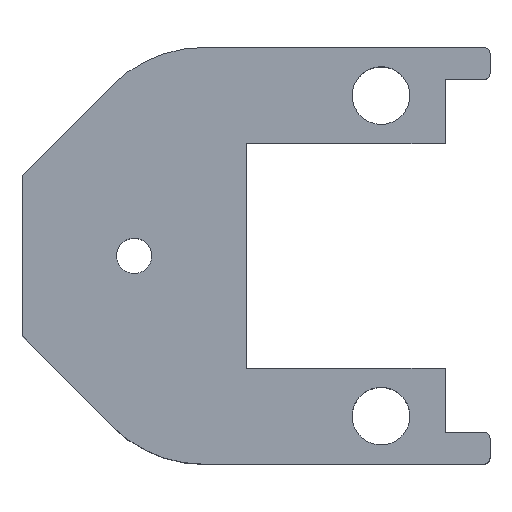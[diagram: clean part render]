
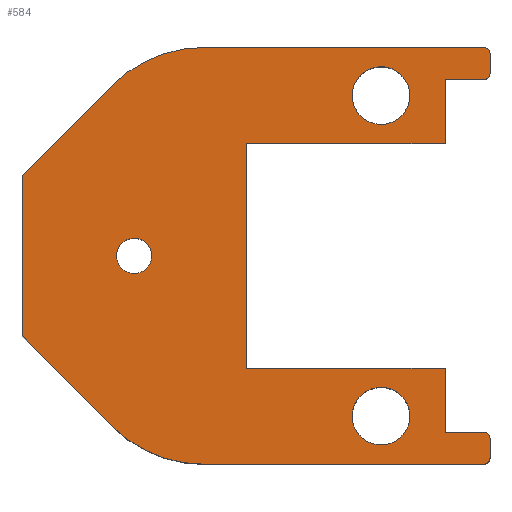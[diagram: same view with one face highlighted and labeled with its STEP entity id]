
A CAD part, top view. The second image highlights one B-rep face of the part: STEP entity #584.
In plain terms, the highlighted planar face has unit normal (0, 0, 1).
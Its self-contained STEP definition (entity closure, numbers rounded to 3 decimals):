
#15=FACE_BOUND('',#79,.T.);
#16=FACE_BOUND('',#80,.T.);
#17=FACE_BOUND('',#81,.T.);
#25=PLANE('',#631);
#47=FACE_OUTER_BOUND('',#78,.T.);
#78=EDGE_LOOP('',(#412,#413,#414,#415,#416,#417,#418,#419,#420,#421,#422,
#423,#424,#425,#426,#427,#428,#429,#430,#431));
#79=EDGE_LOOP('',(#432));
#80=EDGE_LOOP('',(#433));
#81=EDGE_LOOP('',(#434));
#118=LINE('',#858,#182);
#121=LINE('',#864,#185);
#122=LINE('',#866,#186);
#123=LINE('',#868,#187);
#124=LINE('',#872,#188);
#125=LINE('',#876,#189);
#126=LINE('',#880,#190);
#127=LINE('',#882,#191);
#128=LINE('',#884,#192);
#129=LINE('',#886,#193);
#130=LINE('',#888,#194);
#131=LINE('',#890,#195);
#132=LINE('',#892,#196);
#133=LINE('',#896,#197);
#182=VECTOR('',#690,10.);
#185=VECTOR('',#695,10.);
#186=VECTOR('',#696,10.);
#187=VECTOR('',#697,10.);
#188=VECTOR('',#700,10.);
#189=VECTOR('',#703,10.);
#190=VECTOR('',#706,10.);
#191=VECTOR('',#707,10.);
#192=VECTOR('',#708,10.);
#193=VECTOR('',#709,10.);
#194=VECTOR('',#710,10.);
#195=VECTOR('',#711,10.);
#196=VECTOR('',#712,10.);
#197=VECTOR('',#715,10.);
#245=CIRCLE('',#629,20.);
#246=CIRCLE('',#632,20.);
#247=CIRCLE('',#633,1.);
#248=CIRCLE('',#634,1.);
#249=CIRCLE('',#635,1.);
#250=CIRCLE('',#636,1.);
#251=CIRCLE('',#637,2.75);
#252=CIRCLE('',#638,4.5);
#253=CIRCLE('',#639,4.5);
#266=VERTEX_POINT('',#851);
#267=VERTEX_POINT('',#853);
#268=VERTEX_POINT('',#857);
#270=VERTEX_POINT('',#863);
#271=VERTEX_POINT('',#865);
#272=VERTEX_POINT('',#867);
#273=VERTEX_POINT('',#869);
#274=VERTEX_POINT('',#871);
#275=VERTEX_POINT('',#873);
#276=VERTEX_POINT('',#875);
#277=VERTEX_POINT('',#877);
#278=VERTEX_POINT('',#879);
#279=VERTEX_POINT('',#881);
#280=VERTEX_POINT('',#883);
#281=VERTEX_POINT('',#885);
#282=VERTEX_POINT('',#887);
#283=VERTEX_POINT('',#889);
#284=VERTEX_POINT('',#891);
#285=VERTEX_POINT('',#893);
#286=VERTEX_POINT('',#895);
#287=VERTEX_POINT('',#898);
#288=VERTEX_POINT('',#900);
#289=VERTEX_POINT('',#902);
#322=EDGE_CURVE('',#266,#267,#245,.T.);
#324=EDGE_CURVE('',#268,#267,#118,.T.);
#327=EDGE_CURVE('',#270,#266,#121,.T.);
#328=EDGE_CURVE('',#271,#270,#122,.T.);
#329=EDGE_CURVE('',#272,#271,#123,.T.);
#330=EDGE_CURVE('',#273,#272,#246,.T.);
#331=EDGE_CURVE('',#273,#274,#124,.T.);
#332=EDGE_CURVE('',#275,#274,#247,.T.);
#333=EDGE_CURVE('',#275,#276,#125,.T.);
#334=EDGE_CURVE('',#277,#276,#248,.T.);
#335=EDGE_CURVE('',#278,#277,#126,.T.);
#336=EDGE_CURVE('',#279,#278,#127,.T.);
#337=EDGE_CURVE('',#279,#280,#128,.T.);
#338=EDGE_CURVE('',#281,#280,#129,.T.);
#339=EDGE_CURVE('',#282,#281,#130,.T.);
#340=EDGE_CURVE('',#282,#283,#131,.T.);
#341=EDGE_CURVE('',#283,#284,#132,.T.);
#342=EDGE_CURVE('',#285,#284,#249,.T.);
#343=EDGE_CURVE('',#286,#285,#133,.T.);
#344=EDGE_CURVE('',#268,#286,#250,.T.);
#345=EDGE_CURVE('',#287,#287,#251,.T.);
#346=EDGE_CURVE('',#288,#288,#252,.T.);
#347=EDGE_CURVE('',#289,#289,#253,.T.);
#412=ORIENTED_EDGE('',*,*,#322,.F.);
#413=ORIENTED_EDGE('',*,*,#327,.F.);
#414=ORIENTED_EDGE('',*,*,#328,.F.);
#415=ORIENTED_EDGE('',*,*,#329,.F.);
#416=ORIENTED_EDGE('',*,*,#330,.F.);
#417=ORIENTED_EDGE('',*,*,#331,.T.);
#418=ORIENTED_EDGE('',*,*,#332,.F.);
#419=ORIENTED_EDGE('',*,*,#333,.T.);
#420=ORIENTED_EDGE('',*,*,#334,.F.);
#421=ORIENTED_EDGE('',*,*,#335,.F.);
#422=ORIENTED_EDGE('',*,*,#336,.F.);
#423=ORIENTED_EDGE('',*,*,#337,.T.);
#424=ORIENTED_EDGE('',*,*,#338,.F.);
#425=ORIENTED_EDGE('',*,*,#339,.F.);
#426=ORIENTED_EDGE('',*,*,#340,.T.);
#427=ORIENTED_EDGE('',*,*,#341,.T.);
#428=ORIENTED_EDGE('',*,*,#342,.F.);
#429=ORIENTED_EDGE('',*,*,#343,.F.);
#430=ORIENTED_EDGE('',*,*,#344,.F.);
#431=ORIENTED_EDGE('',*,*,#324,.T.);
#432=ORIENTED_EDGE('',*,*,#345,.T.);
#433=ORIENTED_EDGE('',*,*,#346,.F.);
#434=ORIENTED_EDGE('',*,*,#347,.T.);
#584=ADVANCED_FACE('',(#47,#15,#16,#17),#25,.T.);
#629=AXIS2_PLACEMENT_3D('',#854,#685,#686);
#631=AXIS2_PLACEMENT_3D('',#862,#693,#694);
#632=AXIS2_PLACEMENT_3D('',#870,#698,#699);
#633=AXIS2_PLACEMENT_3D('',#874,#701,#702);
#634=AXIS2_PLACEMENT_3D('',#878,#704,#705);
#635=AXIS2_PLACEMENT_3D('',#894,#713,#714);
#636=AXIS2_PLACEMENT_3D('',#897,#716,#717);
#637=AXIS2_PLACEMENT_3D('',#899,#718,#719);
#638=AXIS2_PLACEMENT_3D('',#901,#720,#721);
#639=AXIS2_PLACEMENT_3D('',#903,#722,#723);
#685=DIRECTION('center_axis',(0.,0.,-1.));
#686=DIRECTION('ref_axis',(-0.383,0.924,0.));
#690=DIRECTION('',(-1.,0.,0.));
#693=DIRECTION('center_axis',(0.,0.,1.));
#694=DIRECTION('ref_axis',(1.,0.,0.));
#695=DIRECTION('',(0.707,0.707,0.));
#696=DIRECTION('',(0.,1.,0.));
#697=DIRECTION('',(-0.707,0.707,0.));
#698=DIRECTION('center_axis',(0.,0.,-1.));
#699=DIRECTION('ref_axis',(-0.383,-0.924,0.));
#700=DIRECTION('',(1.,0.,0.));
#701=DIRECTION('center_axis',(0.,0.,-1.));
#702=DIRECTION('ref_axis',(0.707,-0.707,0.));
#703=DIRECTION('',(0.,1.,0.));
#704=DIRECTION('center_axis',(0.,0.,-1.));
#705=DIRECTION('ref_axis',(0.707,0.707,0.));
#706=DIRECTION('',(1.,0.,0.));
#707=DIRECTION('',(0.,-1.,0.));
#708=DIRECTION('',(-1.,0.,0.));
#709=DIRECTION('',(0.,-1.,0.));
#710=DIRECTION('',(-1.,0.,0.));
#711=DIRECTION('',(0.,1.,0.));
#712=DIRECTION('',(1.,0.,0.));
#713=DIRECTION('center_axis',(0.,0.,-1.));
#714=DIRECTION('ref_axis',(0.707,-0.707,0.));
#715=DIRECTION('',(0.,-1.,0.));
#716=DIRECTION('center_axis',(0.,0.,-1.));
#717=DIRECTION('ref_axis',(0.707,0.707,0.));
#718=DIRECTION('center_axis',(0.,0.,-1.));
#719=DIRECTION('ref_axis',(1.,0.,0.));
#720=DIRECTION('center_axis',(0.,0.,1.));
#721=DIRECTION('ref_axis',(1.,0.,0.));
#722=DIRECTION('center_axis',(0.,0.,-1.));
#723=DIRECTION('ref_axis',(1.,0.,0.));
#851=CARTESIAN_POINT('',(-20.858,-15.858,-70.));
#853=CARTESIAN_POINT('',(-6.716,-10.,-70.));
#854=CARTESIAN_POINT('Origin',(-6.716,-30.,-70.));
#857=CARTESIAN_POINT('',(37.,-10.,-70.));
#858=CARTESIAN_POINT('',(0.,-10.,-70.));
#862=CARTESIAN_POINT('Origin',(19.,-67.5,-70.));
#863=CARTESIAN_POINT('',(-35.,-30.,-70.));
#864=CARTESIAN_POINT('',(-25.875,-20.875,-70.));
#865=CARTESIAN_POINT('',(-35.,-55.,-70.));
#866=CARTESIAN_POINT('',(-35.,-10.,-70.));
#867=CARTESIAN_POINT('',(-20.858,-69.142,-70.));
#868=CARTESIAN_POINT('',(-13.375,-76.625,-70.));
#869=CARTESIAN_POINT('',(-6.716,-75.,-70.));
#870=CARTESIAN_POINT('Origin',(-6.716,-55.,-70.));
#871=CARTESIAN_POINT('',(37.,-75.,-70.));
#872=CARTESIAN_POINT('',(0.,-75.,-70.));
#873=CARTESIAN_POINT('',(38.,-74.,-70.));
#874=CARTESIAN_POINT('Origin',(37.,-74.,-70.));
#875=CARTESIAN_POINT('',(38.,-71.,-70.));
#876=CARTESIAN_POINT('',(38.,-75.,-70.));
#877=CARTESIAN_POINT('',(37.,-70.,-70.));
#878=CARTESIAN_POINT('Origin',(37.,-71.,-70.));
#879=CARTESIAN_POINT('',(31.,-70.,-70.));
#880=CARTESIAN_POINT('',(31.,-70.,-70.));
#881=CARTESIAN_POINT('',(31.,-60.,-70.));
#882=CARTESIAN_POINT('',(31.,-60.,-70.));
#883=CARTESIAN_POINT('',(0.,-60.,-70.));
#884=CARTESIAN_POINT('',(38.,-60.,-70.));
#885=CARTESIAN_POINT('',(0.,-25.,-70.));
#886=CARTESIAN_POINT('',(0.,-10.,-70.));
#887=CARTESIAN_POINT('',(31.,-25.,-70.));
#888=CARTESIAN_POINT('',(38.,-25.,-70.));
#889=CARTESIAN_POINT('',(31.,-15.,-70.));
#890=CARTESIAN_POINT('',(31.,-25.,-70.));
#891=CARTESIAN_POINT('',(37.,-15.,-70.));
#892=CARTESIAN_POINT('',(31.,-15.,-70.));
#893=CARTESIAN_POINT('',(38.,-14.,-70.));
#894=CARTESIAN_POINT('Origin',(37.,-14.,-70.));
#895=CARTESIAN_POINT('',(38.,-11.,-70.));
#896=CARTESIAN_POINT('',(38.,-10.,-70.));
#897=CARTESIAN_POINT('Origin',(37.,-11.,-70.));
#898=CARTESIAN_POINT('',(-20.25,-42.5,-70.));
#899=CARTESIAN_POINT('Origin',(-17.5,-42.5,-70.));
#900=CARTESIAN_POINT('',(16.5,-17.5,-70.));
#901=CARTESIAN_POINT('Origin',(21.,-17.5,-70.));
#902=CARTESIAN_POINT('',(16.5,-67.5,-70.));
#903=CARTESIAN_POINT('Origin',(21.,-67.5,-70.));
